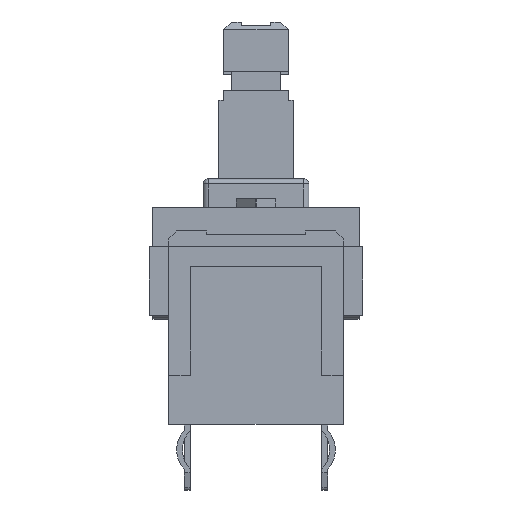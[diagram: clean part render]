
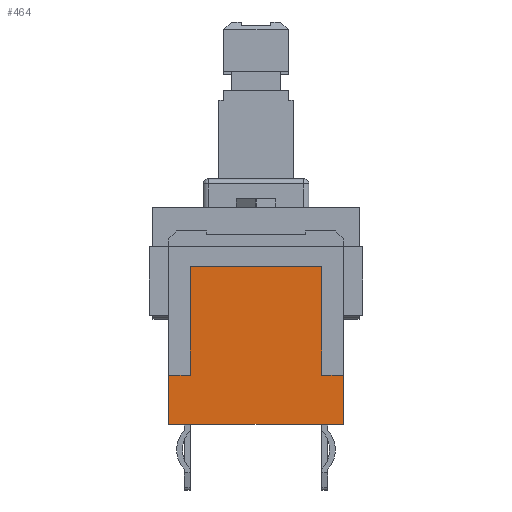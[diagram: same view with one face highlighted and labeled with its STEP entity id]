
A CAD part, front view. The second image highlights one B-rep face of the part: STEP entity #464.
In plain terms, the highlighted planar face has unit normal (0, -1, 0).
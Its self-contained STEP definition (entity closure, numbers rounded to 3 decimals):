
#464 = ADVANCED_FACE( '', ( #1046 ), #1047, .F. );
#1046 = FACE_OUTER_BOUND( '', #1801, .T. );
#1047 = PLANE( '', #1802 );
#1801 = EDGE_LOOP( '', ( #3050, #3051, #3052, #3053, #3054, #3055, #3056, #3057 ) );
#1802 = AXIS2_PLACEMENT_3D( '', #3058, #3059, #3060 );
#3050 = ORIENTED_EDGE( '', *, *, #4989, .F. );
#3051 = ORIENTED_EDGE( '', *, *, #4781, .F. );
#3052 = ORIENTED_EDGE( '', *, *, #4893, .F. );
#3053 = ORIENTED_EDGE( '', *, *, #4990, .F. );
#3054 = ORIENTED_EDGE( '', *, *, #4991, .F. );
#3055 = ORIENTED_EDGE( '', *, *, #4675, .F. );
#3056 = ORIENTED_EDGE( '', *, *, #4992, .F. );
#3057 = ORIENTED_EDGE( '', *, *, #4687, .F. );
#3058 = CARTESIAN_POINT( '', ( -4.45, -4.5, -9.05 ) );
#3059 = DIRECTION( '', ( 0., 1., 0. ) );
#3060 = DIRECTION( '', ( 0., 0., 1. ) );
#4675 = EDGE_CURVE( '', #5587, #5589, #5590, .T. );
#4687 = EDGE_CURVE( '', #5608, #5610, #5611, .T. );
#4781 = EDGE_CURVE( '', #5771, #5773, #5774, .T. );
#4893 = EDGE_CURVE( '', #5962, #5771, #5964, .T. );
#4989 = EDGE_CURVE( '', #5773, #5608, #6120, .T. );
#4990 = EDGE_CURVE( '', #6121, #5962, #6122, .T. );
#4991 = EDGE_CURVE( '', #5589, #6121, #6123, .T. );
#4992 = EDGE_CURVE( '', #5610, #5587, #6124, .T. );
#5587 = VERTEX_POINT( '', #6908 );
#5589 = VERTEX_POINT( '', #6911 );
#5590 = LINE( '', #6912, #6913 );
#5608 = VERTEX_POINT( '', #6939 );
#5610 = VERTEX_POINT( '', #6942 );
#5611 = LINE( '', #6943, #6944 );
#5771 = VERTEX_POINT( '', #7182 );
#5773 = VERTEX_POINT( '', #7185 );
#5774 = LINE( '', #7186, #7187 );
#5962 = VERTEX_POINT( '', #7455 );
#5964 = LINE( '', #7458, #7459 );
#6120 = LINE( '', #7679, #7680 );
#6121 = VERTEX_POINT( '', #7681 );
#6122 = LINE( '', #7682, #7683 );
#6123 = LINE( '', #7684, #7685 );
#6124 = LINE( '', #7686, #7687 );
#6908 = CARTESIAN_POINT( '', ( -3.35, -4.5, -6.55 ) );
#6911 = CARTESIAN_POINT( '', ( -3.35, -4.5, -1. ) );
#6912 = CARTESIAN_POINT( '', ( -3.35, -4.5, -1. ) );
#6913 = VECTOR( '', #8670, 1000. );
#6939 = CARTESIAN_POINT( '', ( -4.45, -4.5, -9.05 ) );
#6942 = CARTESIAN_POINT( '', ( -4.45, -4.5, -6.55 ) );
#6943 = CARTESIAN_POINT( '', ( -4.45, -4.5, -9.05 ) );
#6944 = VECTOR( '', #8680, 1000. );
#7182 = CARTESIAN_POINT( '', ( 4.45, -4.5, -6.55 ) );
#7185 = CARTESIAN_POINT( '', ( 4.45, -4.5, -9.05 ) );
#7186 = CARTESIAN_POINT( '', ( 4.45, -4.5, -9.05 ) );
#7187 = VECTOR( '', #8772, 1000. );
#7455 = CARTESIAN_POINT( '', ( 3.35, -4.5, -6.55 ) );
#7458 = CARTESIAN_POINT( '', ( 3.35, -4.5, -6.55 ) );
#7459 = VECTOR( '', #8890, 1000. );
#7679 = CARTESIAN_POINT( '', ( 4.45, -4.5, -9.05 ) );
#7680 = VECTOR( '', #8982, 1000. );
#7681 = CARTESIAN_POINT( '', ( 3.35, -4.5, -1. ) );
#7682 = CARTESIAN_POINT( '', ( 3.35, -4.5, -6.55 ) );
#7683 = VECTOR( '', #8983, 1000. );
#7684 = CARTESIAN_POINT( '', ( 3.35, -4.5, -1. ) );
#7685 = VECTOR( '', #8984, 1000. );
#7686 = CARTESIAN_POINT( '', ( -4.45, -4.5, -6.55 ) );
#7687 = VECTOR( '', #8985, 1000. );
#8670 = DIRECTION( '', ( 0., 0., 1. ) );
#8680 = DIRECTION( '', ( 0., 0., 1. ) );
#8772 = DIRECTION( '', ( 0., 0., -1. ) );
#8890 = DIRECTION( '', ( 1., 0., 0. ) );
#8982 = DIRECTION( '', ( -1., 0., 0. ) );
#8983 = DIRECTION( '', ( 0., 0., -1. ) );
#8984 = DIRECTION( '', ( 1., 0., 0. ) );
#8985 = DIRECTION( '', ( 1., 0., 0. ) );
